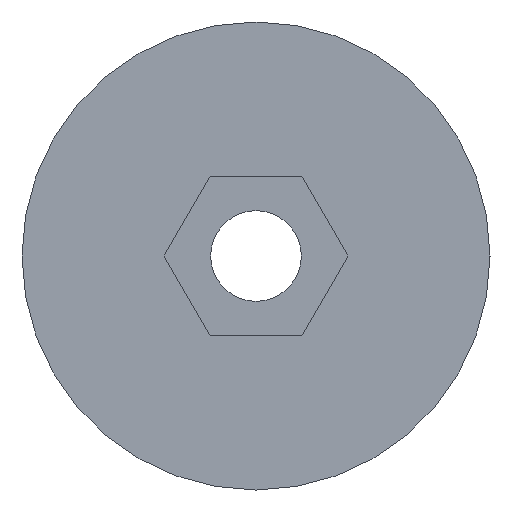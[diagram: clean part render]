
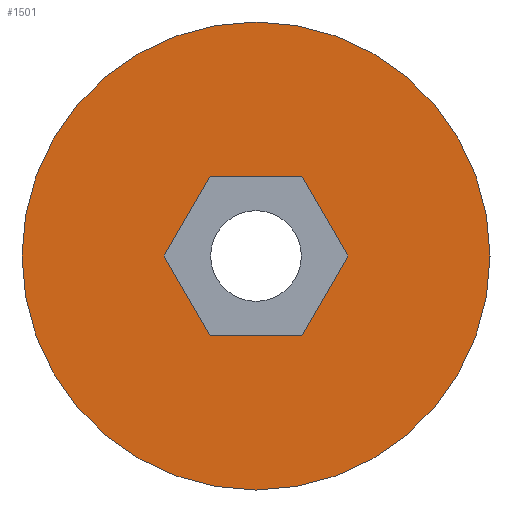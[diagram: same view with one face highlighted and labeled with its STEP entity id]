
A CAD part, left-side view. The second image highlights one B-rep face of the part: STEP entity #1501.
In plain terms, the highlighted planar face has unit normal (-1, 0, 0).
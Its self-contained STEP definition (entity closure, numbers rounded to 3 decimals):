
#14=CARTESIAN_POINT('',(0.,0.,0.));
#15=DIRECTION('',(-1.,0.,0.));
#16=DIRECTION('',(0.,1.,0.));
#17=AXIS2_PLACEMENT_3D('',#14,#15,#16);
#19=CARTESIAN_POINT('',(0.,0.,0.));
#20=DIRECTION('',(-1.,0.,0.));
#21=DIRECTION('',(0.,-1.,0.));
#22=AXIS2_PLACEMENT_3D('',#19,#20,#21);
#24=DIRECTION('',(0.,-0.5,0.866));
#25=VECTOR('',#24,0.924);
#26=CARTESIAN_POINT('',(0.,0.924,0.));
#27=LINE('',#26,#25);
#28=DIRECTION('',(0.,0.5,0.866));
#29=VECTOR('',#28,0.924);
#30=CARTESIAN_POINT('',(0.,0.462,-0.8));
#31=LINE('',#30,#29);
#32=DIRECTION('',(0.,1.,0.));
#33=VECTOR('',#32,0.924);
#34=CARTESIAN_POINT('',(0.,-0.462,-0.8));
#35=LINE('',#34,#33);
#36=DIRECTION('',(0.,0.5,-0.866));
#37=VECTOR('',#36,0.924);
#38=CARTESIAN_POINT('',(0.,-0.924,0.));
#39=LINE('',#38,#37);
#40=DIRECTION('',(0.,-0.5,-0.866));
#41=VECTOR('',#40,0.924);
#42=CARTESIAN_POINT('',(0.,-0.462,0.8));
#43=LINE('',#42,#41);
#44=DIRECTION('',(0.,-1.,0.));
#45=VECTOR('',#44,0.924);
#46=CARTESIAN_POINT('',(0.,0.462,0.8));
#47=LINE('',#46,#45);
#1441=CARTESIAN_POINT('',(0.,0.924,0.));
#1442=CARTESIAN_POINT('',(0.,0.462,0.8));
#1443=VERTEX_POINT('',#1441);
#1444=VERTEX_POINT('',#1442);
#1445=CARTESIAN_POINT('',(0.,-0.462,0.8));
#1446=VERTEX_POINT('',#1445);
#1447=CARTESIAN_POINT('',(0.,-0.924,0.));
#1448=VERTEX_POINT('',#1447);
#1449=CARTESIAN_POINT('',(0.,-0.462,-0.8));
#1450=VERTEX_POINT('',#1449);
#1451=CARTESIAN_POINT('',(0.,0.462,-0.8));
#1452=VERTEX_POINT('',#1451);
#1468=CARTESIAN_POINT('',(0.,2.35,0.));
#1469=CARTESIAN_POINT('',(0.,-2.35,0.));
#1470=VERTEX_POINT('',#1468);
#1471=VERTEX_POINT('',#1469);
#1476=CARTESIAN_POINT('',(0.,0.,0.));
#1477=DIRECTION('',(1.,0.,0.));
#1478=DIRECTION('',(0.,-1.,0.));
#1479=AXIS2_PLACEMENT_3D('',#1476,#1477,#1478);
#1480=PLANE('',#1479);
#1482=ORIENTED_EDGE('',*,*,#1481,.F.);
#1484=ORIENTED_EDGE('',*,*,#1483,.F.);
#1485=EDGE_LOOP('',(#1482,#1484));
#1486=FACE_OUTER_BOUND('',#1485,.F.);
#1488=ORIENTED_EDGE('',*,*,#1487,.F.);
#1490=ORIENTED_EDGE('',*,*,#1489,.F.);
#1492=ORIENTED_EDGE('',*,*,#1491,.F.);
#1494=ORIENTED_EDGE('',*,*,#1493,.F.);
#1496=ORIENTED_EDGE('',*,*,#1495,.F.);
#1498=ORIENTED_EDGE('',*,*,#1497,.F.);
#1499=EDGE_LOOP('',(#1488,#1490,#1492,#1494,#1496,#1498));
#1500=FACE_BOUND('',#1499,.F.);
#18=CIRCLE('',#17,2.35);
#23=CIRCLE('',#22,2.35);
#1481=EDGE_CURVE('',#1470,#1471,#18,.T.);
#1483=EDGE_CURVE('',#1471,#1470,#23,.T.);
#1487=EDGE_CURVE('',#1443,#1444,#27,.T.);
#1489=EDGE_CURVE('',#1452,#1443,#31,.T.);
#1491=EDGE_CURVE('',#1450,#1452,#35,.T.);
#1493=EDGE_CURVE('',#1448,#1450,#39,.T.);
#1495=EDGE_CURVE('',#1446,#1448,#43,.T.);
#1497=EDGE_CURVE('',#1444,#1446,#47,.T.);
#1501=ADVANCED_FACE('',(#1486,#1500),#1480,.F.);
